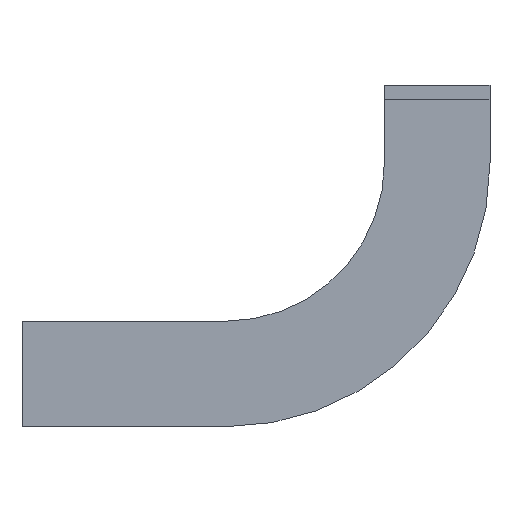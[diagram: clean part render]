
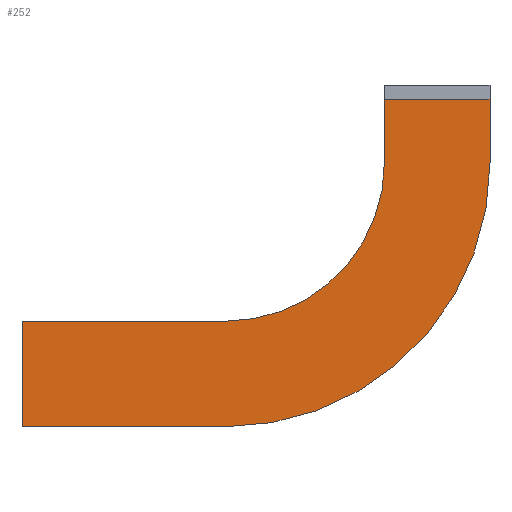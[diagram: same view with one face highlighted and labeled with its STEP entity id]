
A CAD part, front view. The second image highlights one B-rep face of the part: STEP entity #252.
In plain terms, the highlighted planar face has unit normal (0, -1, 0).
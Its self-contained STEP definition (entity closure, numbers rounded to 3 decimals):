
#35 = LINE ( 'NONE', #160, #156 ) ;
#54 = EDGE_CURVE ( 'NONE', #116, #557, #145, .T. ) ;
#58 = ORIENTED_EDGE ( 'NONE', *, *, #461, .T. ) ;
#59 = ORIENTED_EDGE ( 'NONE', *, *, #64, .F. ) ;
#60 = FACE_OUTER_BOUND ( 'NONE', #221, .T. ) ;
#64 = EDGE_CURVE ( 'NONE', #112, #123, #259, .T. ) ;
#85 = CARTESIAN_POINT ( 'NONE',  ( 45., 0., 18. ) ) ;
#103 = DIRECTION ( 'NONE',  ( 0., 0., 1. ) ) ;
#109 = VECTOR ( 'NONE', #609, 1000. ) ;
#112 = VERTEX_POINT ( 'NONE', #214 ) ;
#116 = VERTEX_POINT ( 'NONE', #546 ) ;
#121 = AXIS2_PLACEMENT_3D ( 'NONE', #603, #610, #347 ) ;
#123 = VERTEX_POINT ( 'NONE', #261 ) ;
#127 = CIRCLE ( 'NONE', #154, 75. ) ;
#128 = EDGE_CURVE ( 'NONE', #328, #165, #35, .T. ) ;
#145 = LINE ( 'NONE', #265, #370 ) ;
#154 = AXIS2_PLACEMENT_3D ( 'NONE', #501, #383, #178 ) ;
#156 = VECTOR ( 'NONE', #224, 1000. ) ;
#160 = CARTESIAN_POINT ( 'NONE',  ( 0., 0., -75. ) ) ;
#162 = CARTESIAN_POINT ( 'NONE',  ( 0., 0., -75. ) ) ;
#164 = LINE ( 'NONE', #483, #322 ) ;
#165 = VERTEX_POINT ( 'NONE', #481 ) ;
#169 = EDGE_CURVE ( 'NONE', #165, #186, #274, .T. ) ;
#171 = PLANE ( 'NONE',  #121 ) ;
#172 = DIRECTION ( 'NONE',  ( 0., -1., 0. ) ) ;
#178 = DIRECTION ( 'NONE',  ( 0., 0., 1. ) ) ;
#186 = VERTEX_POINT ( 'NONE', #530 ) ;
#187 = CARTESIAN_POINT ( 'NONE',  ( -58., 0., -45. ) ) ;
#192 = LINE ( 'NONE', #391, #570 ) ;
#194 = LINE ( 'NONE', #600, #109 ) ;
#195 = CARTESIAN_POINT ( 'NONE',  ( 0., 0., 0. ) ) ;
#199 = DIRECTION ( 'NONE',  ( 0., 0., -1. ) ) ;
#201 = EDGE_CURVE ( 'NONE', #557, #328, #127, .T. ) ;
#214 = CARTESIAN_POINT ( 'NONE',  ( 0., 0., -45. ) ) ;
#221 = EDGE_LOOP ( 'NONE', ( #511, #58, #410, #59, #255, #400, #455, #233 ) ) ;
#224 = DIRECTION ( 'NONE',  ( -1., 0., 0. ) ) ;
#233 = ORIENTED_EDGE ( 'NONE', *, *, #201, .F. ) ;
#252 = ADVANCED_FACE ( 'NONE', ( #60 ), #171, .F. ) ;
#255 = ORIENTED_EDGE ( 'NONE', *, *, #439, .F. ) ;
#259 = CIRCLE ( 'NONE', #360, 45. ) ;
#260 = EDGE_CURVE ( 'NONE', #123, #573, #192, .T. ) ;
#261 = CARTESIAN_POINT ( 'NONE',  ( 45., 0., 0. ) ) ;
#265 = CARTESIAN_POINT ( 'NONE',  ( 75., 0., 0. ) ) ;
#274 = LINE ( 'NONE', #187, #445 ) ;
#322 = VECTOR ( 'NONE', #500, 1000. ) ;
#327 = DIRECTION ( 'NONE',  ( 0., 0., 1. ) ) ;
#328 = VERTEX_POINT ( 'NONE', #162 ) ;
#347 = DIRECTION ( 'NONE',  ( 0., 0., 1. ) ) ;
#360 = AXIS2_PLACEMENT_3D ( 'NONE', #195, #172, #594 ) ;
#370 = VECTOR ( 'NONE', #199, 1000. ) ;
#383 = DIRECTION ( 'NONE',  ( 0., 1., 0. ) ) ;
#389 = CARTESIAN_POINT ( 'NONE',  ( 75., 0., 0. ) ) ;
#391 = CARTESIAN_POINT ( 'NONE',  ( 45., 0., 22. ) ) ;
#400 = ORIENTED_EDGE ( 'NONE', *, *, #169, .F. ) ;
#410 = ORIENTED_EDGE ( 'NONE', *, *, #260, .F. ) ;
#439 = EDGE_CURVE ( 'NONE', #186, #112, #164, .T. ) ;
#445 = VECTOR ( 'NONE', #327, 1000. ) ;
#455 = ORIENTED_EDGE ( 'NONE', *, *, #128, .F. ) ;
#461 = EDGE_CURVE ( 'NONE', #116, #573, #194, .T. ) ;
#481 = CARTESIAN_POINT ( 'NONE',  ( -58., 0., -75. ) ) ;
#483 = CARTESIAN_POINT ( 'NONE',  ( 0., 0., -45. ) ) ;
#500 = DIRECTION ( 'NONE',  ( 1., 0., 0. ) ) ;
#501 = CARTESIAN_POINT ( 'NONE',  ( 0., 0., 0. ) ) ;
#511 = ORIENTED_EDGE ( 'NONE', *, *, #54, .F. ) ;
#530 = CARTESIAN_POINT ( 'NONE',  ( -58., 0., -45. ) ) ;
#546 = CARTESIAN_POINT ( 'NONE',  ( 75., 0., 18. ) ) ;
#557 = VERTEX_POINT ( 'NONE', #389 ) ;
#570 = VECTOR ( 'NONE', #103, 1000. ) ;
#573 = VERTEX_POINT ( 'NONE', #85 ) ;
#594 = DIRECTION ( 'NONE',  ( 0., 0., 1. ) ) ;
#600 = CARTESIAN_POINT ( 'NONE',  ( 45., 0., 18. ) ) ;
#603 = CARTESIAN_POINT ( 'NONE',  ( 0., 0., 0. ) ) ;
#609 = DIRECTION ( 'NONE',  ( -1., 0., 0. ) ) ;
#610 = DIRECTION ( 'NONE',  ( 0., 1., 0. ) ) ;
